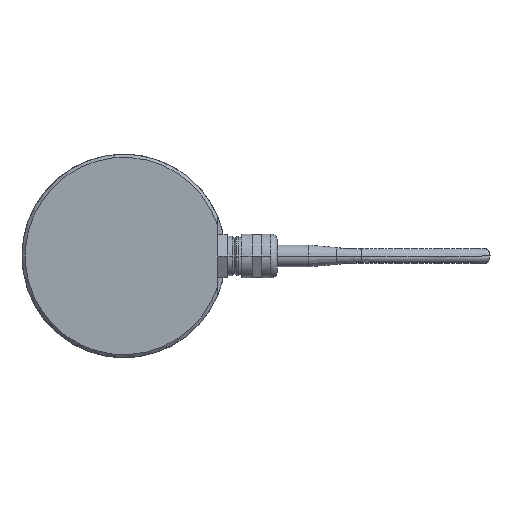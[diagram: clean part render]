
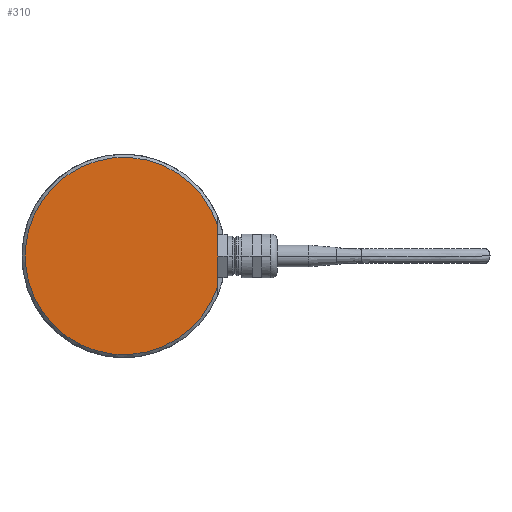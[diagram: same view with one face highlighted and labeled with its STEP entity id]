
A CAD part, front view. The second image highlights one B-rep face of the part: STEP entity #310.
In plain terms, the highlighted planar face has unit normal (0, -1, 0).
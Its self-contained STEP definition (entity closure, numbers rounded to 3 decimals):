
#310 = ADVANCED_FACE( '', ( #618 ), #619, .F. );
#618 = FACE_OUTER_BOUND( '', #1218, .T. );
#619 = PLANE( '', #1219 );
#1218 = EDGE_LOOP( '', ( #2113, #2114 ) );
#1219 = AXIS2_PLACEMENT_3D( '', #2115, #2116, #2117 );
#2113 = ORIENTED_EDGE( '', *, *, #2394, .T. );
#2114 = ORIENTED_EDGE( '', *, *, #2565, .T. );
#2115 = CARTESIAN_POINT( '', ( 0., 0., 0. ) );
#2116 = DIRECTION( '', ( 0., 1., 0. ) );
#2117 = DIRECTION( '', ( 0., 0., 1. ) );
#2394 = EDGE_CURVE( '', #2717, #2721, #2723, .F. );
#2565 = EDGE_CURVE( '', #2721, #2717, #2958, .T. );
#2717 = VERTEX_POINT( '', #3491 );
#2721 = VERTEX_POINT( '', #3500 );
#2723 = CIRCLE( '', #3505, 31.5 );
#2958 = LINE( '', #4470, #4471 );
#3491 = CARTESIAN_POINT( '', ( 30., 0., 9.605 ) );
#3500 = CARTESIAN_POINT( '', ( 30., 0., -9.605 ) );
#3505 = AXIS2_PLACEMENT_3D( '', #4618, #4619, #4620 );
#4470 = CARTESIAN_POINT( '', ( 30., 0., -15. ) );
#4471 = VECTOR( '', #4664, 1000. );
#4618 = CARTESIAN_POINT( '', ( 0., 0., 0. ) );
#4619 = DIRECTION( '', ( 0., 1., 0. ) );
#4620 = DIRECTION( '', ( 0., 0., 1. ) );
#4664 = DIRECTION( '', ( 0., 0., 1. ) );
